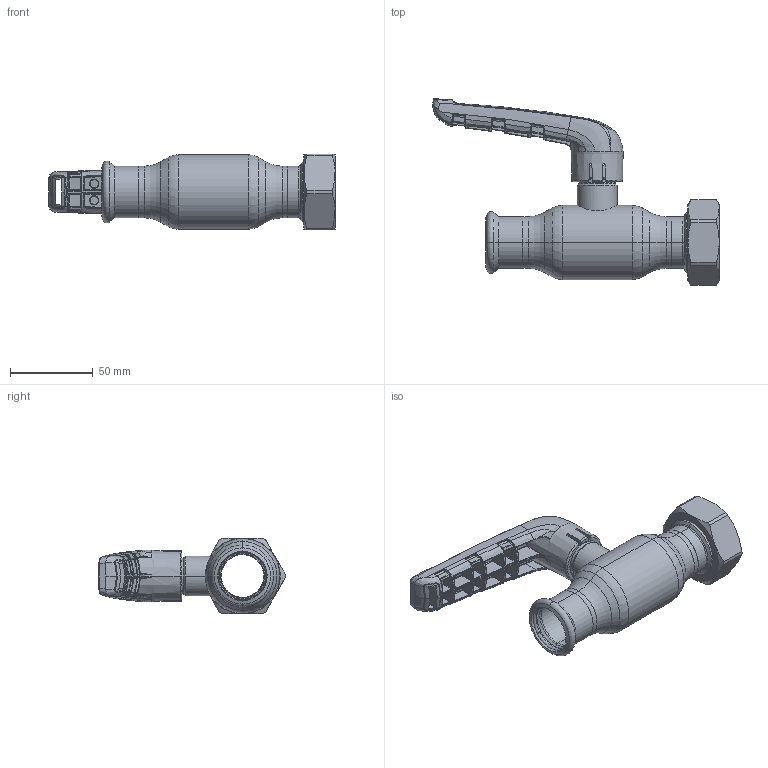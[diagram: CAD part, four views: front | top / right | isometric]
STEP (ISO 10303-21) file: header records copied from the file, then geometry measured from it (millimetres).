
FILE_DESCRIPTION (( 'STEP AP214' ), '1' );
FILE_NAME ('XPR11400 DN25 G1 14 x 28.step', '2018-09-18T10:41:00', ( '' ), ( '' ), 'SwSTEP 2.0', 'SolidWorks 2017', '' );
FILE_SCHEMA (( 'AUTOMOTIVE_DESIGN' ));
Length unit declared in the file: millimetre
Products named in the file (1): XPR11400 DN25 G1 14 x 28
Bounding box: 173.47 x 113.11 x 46 mm (x, y, z)
Surface area: 46671.9 mm2 (no closed solid volume)
Topology: 0 solids, 11 shells, 810 faces, 2548 edges, 1659 vertices
Faces by surface type: bspline 625, plane 62, cylinder 52, cone 37, torus 23, sphere 11
Entity records: 61443 total; most frequent: CARTESIAN_POINT 35898, ORIENTED_EDGE 4282, EDGE_CURVE 2540, DIRECTION 1773, B_SPLINE_CURVE_WITH_KNOTS 1751, VERTEX_POINT 1657, EDGE_LOOP 834, UNCERTAINTY_MEASURE_WITH_UNIT 812
